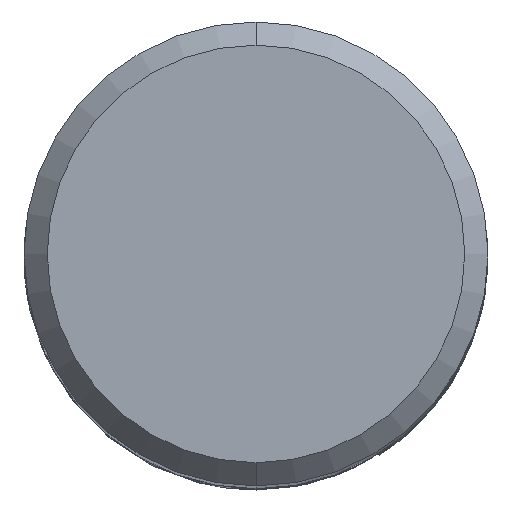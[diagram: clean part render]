
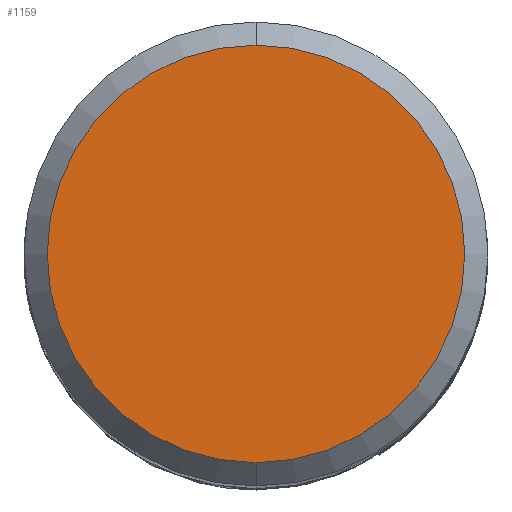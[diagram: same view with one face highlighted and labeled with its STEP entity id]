
A CAD part, top view. The second image highlights one B-rep face of the part: STEP entity #1159.
In plain terms, the highlighted planar face has unit normal (0, 0, 1).
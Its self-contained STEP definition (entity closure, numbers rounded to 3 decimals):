
#725=EDGE_CURVE('',#947,#923,#1675,.T.);
#789=EDGE_CURVE('',#923,#947,#1743,.T.);
#923=VERTEX_POINT('',#1898);
#947=VERTEX_POINT('',#1923);
#1159=ADVANCED_FACE('',(#2151),#2152,.T.);
#1675=CIRCLE('',#4986,7.2);
#1743=CIRCLE('',#5443,7.2);
#1898=CARTESIAN_POINT('',(0.0,7.2,0.0));
#1923=CARTESIAN_POINT('',(0.,-7.2,0.0));
#2151=FACE_OUTER_BOUND('',#11307,.T.);
#2152=PLANE('',#11308);
#4986=AXIS2_PLACEMENT_3D('',#14129,#14130,#14131);
#5443=AXIS2_PLACEMENT_3D('',#14187,#14188,#14189);
#11307=EDGE_LOOP('',(#14613,#14614));
#11308=AXIS2_PLACEMENT_3D('',#14615,#14616,#14617);
#14129=CARTESIAN_POINT('',(0.0,0.0,0.0));
#14130=DIRECTION('',(0.0,0.0,-1.0));
#14131=DIRECTION('',(0.0,1.0,0.0));
#14187=CARTESIAN_POINT('',(0.0,0.0,0.0));
#14188=DIRECTION('',(0.0,0.0,-1.0));
#14189=DIRECTION('',(0.0,1.0,0.0));
#14613=ORIENTED_EDGE('',*,*,#789,.F.);
#14614=ORIENTED_EDGE('',*,*,#725,.F.);
#14615=CARTESIAN_POINT('',(0.0,3.6,0.0));
#14616=DIRECTION('',(-0.0,0.0,1.0));
#14617=DIRECTION('',(0.0,-1.0,0.0));
